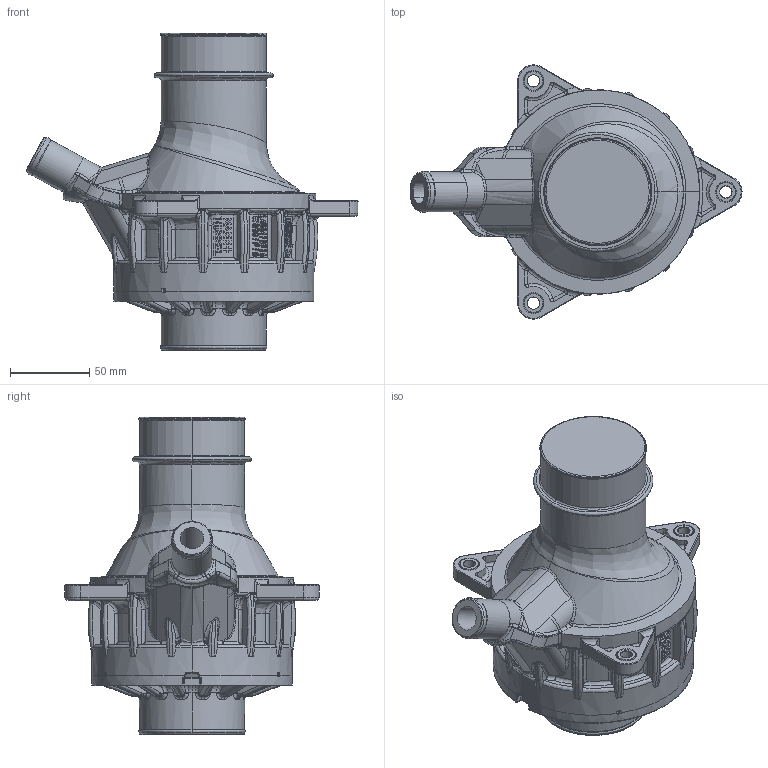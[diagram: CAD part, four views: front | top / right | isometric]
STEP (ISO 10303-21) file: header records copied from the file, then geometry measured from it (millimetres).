
FILE_DESCRIPTION(('CAx-IF Rec.Pracs.---Model Styling and Organization---1.2---2011-12-15','CAx-IF Rec.Pracs.---Geometric and Assembly Validation Properties---4.3---2015-07-16','CAx-IF Rec.Pracs.---Representation and Presentation of Product Manufacturing Information (PMI)---4.0.3---2016-08-25'),'2;1');
FILE_NAME('__1433472P04_ME_F_001-00.stp','2023-08-01T06:13:16+02:00',(''),(''),'STEP Interface 4.6 by CT CoreTechnologie','3D_Evolution4.6 by CT CoreTechnologie','');
FILE_SCHEMA(('AP203_CONFIGURATION_CONTROLLED_3D_DESIGN_OF_MECHANICAL_PARTS_AND_ASSEMBLIES_MIM_LF'));
Length unit declared in the file: millimetre
Products named in the file (1): 1433472P04_ME_F_1-00
Bounding box: 209.22 x 160.25 x 200 mm (x, y, z)
Volume: 624655.7 mm3; surface area: 209195.7 mm2
Topology: 4 solids, 4 shells, 2172 faces, 5557 edges, 3375 vertices
Faces by surface type: bspline 1287, plane 556, cylinder 329
Entity records: 106720 total; most frequent: CARTESIAN_POINT 35713, ORIENTED_EDGE 11008, DIRECTION 9348, EDGE_CURVE 5504, AXIS2_PLACEMENT_3D 3666, VERTEX_POINT 3375, CIRCLE 2779, EDGE_LOOP 2235
